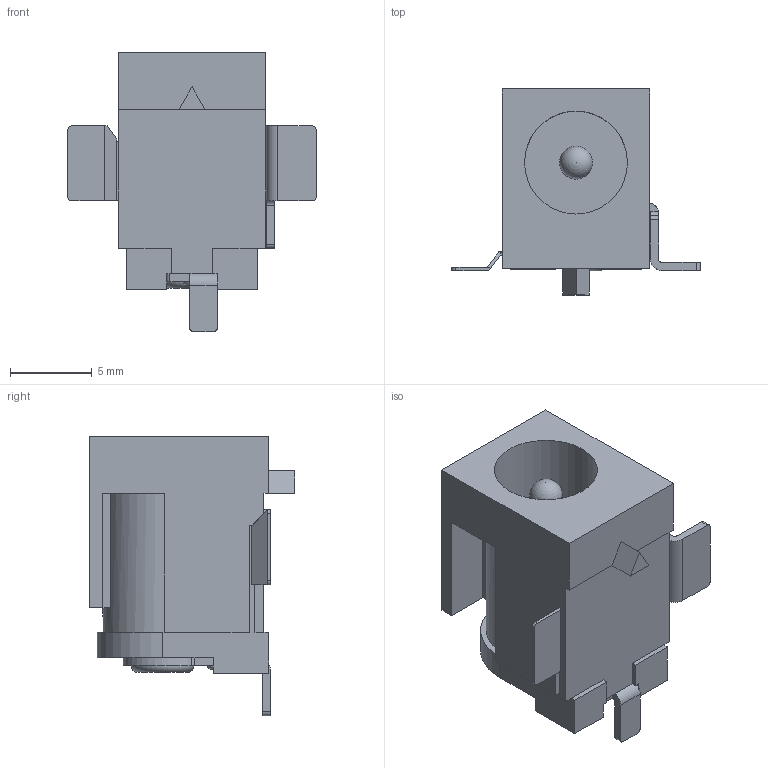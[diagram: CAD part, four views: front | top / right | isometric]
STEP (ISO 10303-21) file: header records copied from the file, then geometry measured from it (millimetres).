
FILE_DESCRIPTION(/* description */ (''),/* implementation_level */ '2;1');
FILE_NAME(/* name */ 'CUI_DEVICES_PJ-036AH-SMT-TR.stp',/* time_stamp */ '2024-04-01T23:13:58+02:00',/* author */ ('remi.decoster'),/* organization */ (''),/* preprocessor_version */ 'ST-DEVELOPER v18.1',/* originating_system */ 'Autodesk Inventor 2021',/* authorisation */ '');
FILE_SCHEMA (('CONFIG_CONTROL_DESIGN'));
Length unit declared in the file: metre
Products named in the file (5): CUI_DEVICES_PJ-036AH-SMT-TR; CUI_DEVICES_PJ-036AH-SMT-TR_1; CUI_DEVICES_PJ-036AH-SMT-TR_1_1; CUI_DEVICES_PJ-036AH-SMT-TR_2; CUI_DEVICES_PJ-036AH-SMT-TR_3
Assembly tree (4 placements, depth 2):
  CUI_DEVICES_PJ-036AH-SMT-TR
    CUI_DEVICES_PJ-036AH-SMT-TR_1
    CUI_DEVICES_PJ-036AH-SMT-TR_1_1
    CUI_DEVICES_PJ-036AH-SMT-TR_2
    CUI_DEVICES_PJ-036AH-SMT-TR_3
Bounding box: 15.2 x 12.6 x 17.1 mm (x, y, z)
Volume: 976.1 mm3; surface area: 1275.7 mm2
Topology: 4 solids, 4 shells, 112 faces, 299 edges, 198 vertices
Faces by surface type: plane 85, cylinder 24, torus 2, sphere 1
Full cylindrical faces by diameter (mm): 2 x1, 6.3 x1
Entity records: 3815 total; most frequent: CARTESIAN_POINT 627, DIRECTION 600, ORIENTED_EDGE 596, EDGE_CURVE 298, LINE 234, VECTOR 234, VERTEX_POINT 198, AXIS2_PLACEMENT_3D 183
